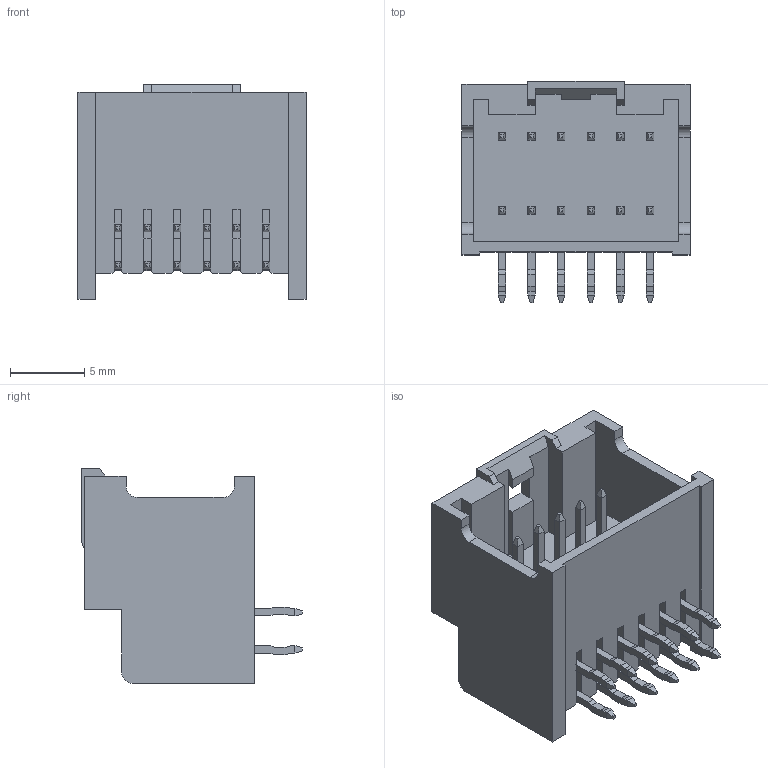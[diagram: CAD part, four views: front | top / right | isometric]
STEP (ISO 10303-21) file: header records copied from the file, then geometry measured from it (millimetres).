
FILE_DESCRIPTION( ( 'Unknown' ), '1' );
FILE_NAME( '62401221722.stp', 'Unknown', ( 'Unknown' ), ( 'Unknown' ), 'PSStep 17.0.49', 'Unknown', ' ' );
FILE_SCHEMA( ( 'AUTOMOTIVE_DESIGN { 1 0 10303 214 1 1 1 1 }' ) );
Length unit declared in the file: millimetre
Products named in the file (4): Assem1; 6240xx21722_PIN; 6240xx21722_PIN_LONGUE; 62401221722
Assembly tree (13 placements, depth 2):
  Assem1
    6240xx21722_PIN  x6
    6240xx21722_PIN_LONGUE  x6
    62401221722
Bounding box: 15.4 x 14.9 x 14.5 mm (x, y, z)
Volume: 881.6 mm3; surface area: 2202.4 mm2
Topology: 13 solids, 13 shells, 589 faces, 1580 edges, 1004 vertices
Faces by surface type: plane 559, cylinder 30
Entity records: 13264 total; most frequent: CARTESIAN_POINT 1887, ORIENTED_EDGE 1880, DIRECTION 1646, EDGE_CURVE 940, LINE 920, VECTOR 920, VERTEX_POINT 604, AXIS2_PLACEMENT_3D 363
